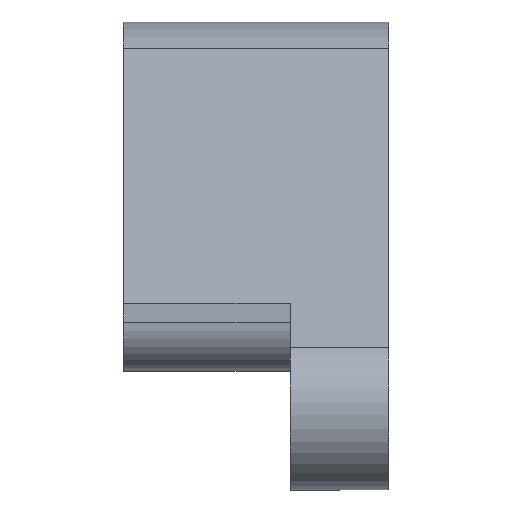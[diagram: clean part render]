
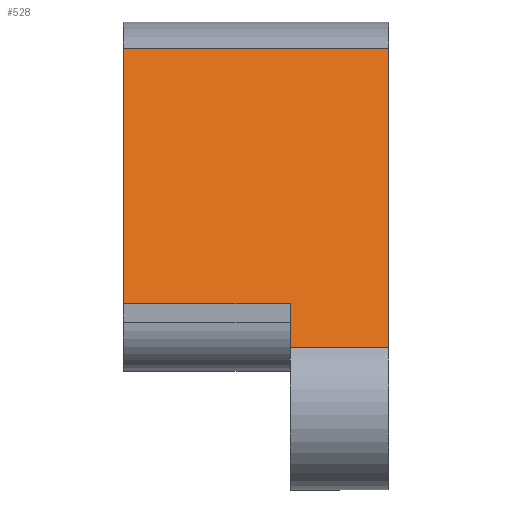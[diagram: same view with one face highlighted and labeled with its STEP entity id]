
A CAD part, left-side view. The second image highlights one B-rep face of the part: STEP entity #528.
In plain terms, the highlighted planar face has unit normal (-0.537, 0, 0.844).
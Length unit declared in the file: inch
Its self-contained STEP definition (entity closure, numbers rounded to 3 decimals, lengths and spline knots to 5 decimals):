
#5 = EDGE_CURVE ( 'NONE', #445, #363, #781, .T. ) ;
#10 = ORIENTED_EDGE ( 'NONE', *, *, #466, .T. ) ;
#78 = CARTESIAN_POINT ( 'NONE',  ( -1., -0.06975, -0.23691 ) ) ;
#87 = CARTESIAN_POINT ( 'NONE',  ( -0.18273, -0.26975, 0.28274 ) ) ;
#152 = CARTESIAN_POINT ( 'NONE',  ( -1., -0.06975, -0.23691 ) ) ;
#161 = EDGE_CURVE ( 'NONE', #952, #1033, #1016, .T. ) ;
#199 = VECTOR ( 'NONE', #745, 39.37008 ) ;
#231 = VERTEX_POINT ( 'NONE', #87 ) ;
#280 = EDGE_LOOP ( 'NONE', ( #748, #365, #10, #395, #921, #491 ) ) ;
#284 = AXIS2_PLACEMENT_3D ( 'NONE', #1063, #729, #636 ) ;
#303 = VECTOR ( 'NONE', #803, 39.37008 ) ;
#341 = PLANE ( 'NONE',  #284 ) ;
#357 = EDGE_CURVE ( 'NONE', #445, #1033, #901, .T. ) ;
#363 = VERTEX_POINT ( 'NONE', #964 ) ;
#365 = ORIENTED_EDGE ( 'NONE', *, *, #485, .T. ) ;
#395 = ORIENTED_EDGE ( 'NONE', *, *, #5, .F. ) ;
#434 = FACE_OUTER_BOUND ( 'NONE', #280, .T. ) ;
#445 = VERTEX_POINT ( 'NONE', #78 ) ;
#449 = CARTESIAN_POINT ( 'NONE',  ( -0.18273, 0.26975, 0.28274 ) ) ;
#466 = EDGE_CURVE ( 'NONE', #539, #363, #524, .T. ) ;
#474 = VECTOR ( 'NONE', #519, 39.37008 ) ;
#485 = EDGE_CURVE ( 'NONE', #231, #539, #1152, .T. ) ;
#491 = ORIENTED_EDGE ( 'NONE', *, *, #161, .F. ) ;
#513 = CARTESIAN_POINT ( 'NONE',  ( -1.14106, -0.06975, -0.32661 ) ) ;
#519 = DIRECTION ( 'NONE',  ( -0.844, 0., -0.537 ) ) ;
#524 = LINE ( 'NONE', #1018, #904 ) ;
#528 = ADVANCED_FACE ( 'NONE', ( #434 ), #341, .F. ) ;
#539 = VERTEX_POINT ( 'NONE', #449 ) ;
#597 = VECTOR ( 'NONE', #1123, 39.37008 ) ;
#636 = DIRECTION ( 'NONE',  ( -0.844, 0., -0.537 ) ) ;
#641 = EDGE_CURVE ( 'NONE', #231, #952, #691, .T. ) ;
#684 = DIRECTION ( 'NONE',  ( 0., 1., 0. ) ) ;
#691 = LINE ( 'NONE', #804, #474 ) ;
#694 = CARTESIAN_POINT ( 'NONE',  ( -1.14106, -0.70534, -0.32661 ) ) ;
#729 = DIRECTION ( 'NONE',  ( 0.537, 0., -0.844 ) ) ;
#745 = DIRECTION ( 'NONE',  ( 0., 1., 0. ) ) ;
#746 = VECTOR ( 'NONE', #684, 39.37008 ) ;
#748 = ORIENTED_EDGE ( 'NONE', *, *, #641, .F. ) ;
#774 = CARTESIAN_POINT ( 'NONE',  ( -0.18273, -0.26975, 0.28274 ) ) ;
#781 = LINE ( 'NONE', #993, #303 ) ;
#803 = DIRECTION ( 'NONE',  ( 0., 1., 0. ) ) ;
#804 = CARTESIAN_POINT ( 'NONE',  ( -1.62679, -0.26975, -0.63545 ) ) ;
#901 = LINE ( 'NONE', #152, #597 ) ;
#904 = VECTOR ( 'NONE', #1005, 39.37008 ) ;
#921 = ORIENTED_EDGE ( 'NONE', *, *, #357, .T. ) ;
#952 = VERTEX_POINT ( 'NONE', #1067 ) ;
#964 = CARTESIAN_POINT ( 'NONE',  ( -1., 0.26975, -0.23691 ) ) ;
#993 = CARTESIAN_POINT ( 'NONE',  ( -1., 0.26975, -0.23691 ) ) ;
#1005 = DIRECTION ( 'NONE',  ( -0.844, 0., -0.537 ) ) ;
#1016 = LINE ( 'NONE', #694, #199 ) ;
#1018 = CARTESIAN_POINT ( 'NONE',  ( -1.62679, 0.26975, -0.63545 ) ) ;
#1033 = VERTEX_POINT ( 'NONE', #513 ) ;
#1063 = CARTESIAN_POINT ( 'NONE',  ( -1.62679, -0.26975, -0.63545 ) ) ;
#1067 = CARTESIAN_POINT ( 'NONE',  ( -1.14106, -0.26975, -0.32661 ) ) ;
#1123 = DIRECTION ( 'NONE',  ( -0.844, 0., -0.537 ) ) ;
#1152 = LINE ( 'NONE', #774, #746 ) ;
